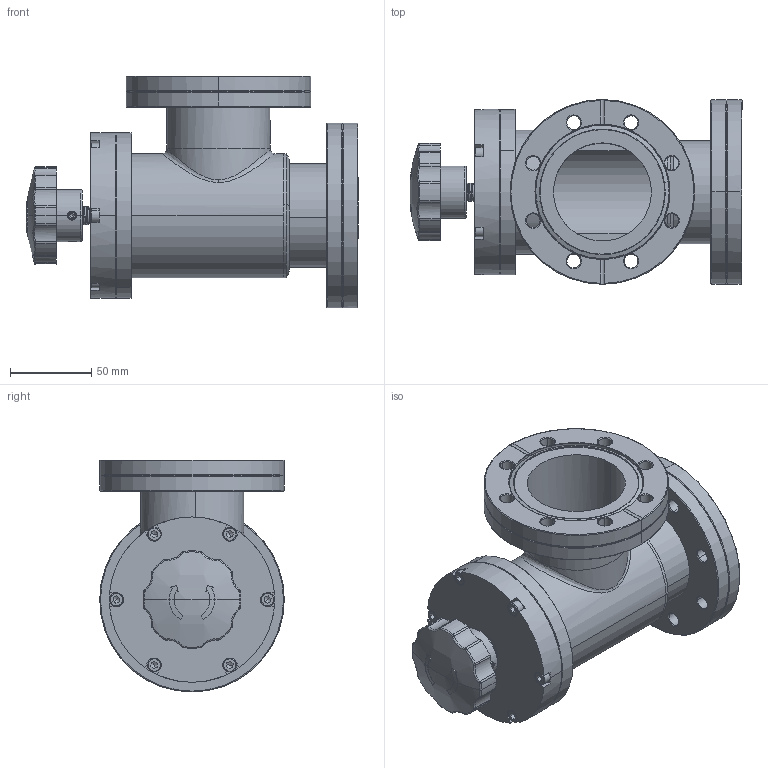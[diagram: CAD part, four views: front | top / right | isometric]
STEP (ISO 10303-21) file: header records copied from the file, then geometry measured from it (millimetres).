
FILE_DESCRIPTION (( 'STEP AP214' ), '1' );
FILE_NAME ('A-250-H-CF_MANUAL_RIGHT_ANGLE_VALVE_ELASTOMER_SEAL.STEP', '2025-07-22T15:51:22', ( '' ), ( '' ), 'SwSTEP 2.0', 'SolidWorks 2023', '' );
FILE_SCHEMA (( 'AUTOMOTIVE_DESIGN' ));
Length unit declared in the file: inch
Products named in the file (1): A-250-H-CF_MANUAL_RIGHT_ANGLE_VALVE_ELASTOMER_SEAL
Bounding box: 204.03 x 113.5 x 142.52 mm (x, y, z)
Volume: 691115 mm3; surface area: 174887.8 mm2
Topology: 4 solids, 13 shells, 602 faces, 1553 edges, 977 vertices
Faces by surface type: cylinder 206, cone 140, plane 135, torus 75, bspline 40, sphere 6
Entity records: 22638 total; most frequent: CARTESIAN_POINT 7952, DIRECTION 3179, ORIENTED_EDGE 3074, EDGE_CURVE 1537, AXIS2_PLACEMENT_3D 1339, VERTEX_POINT 977, CIRCLE 776, EDGE_LOOP 670
